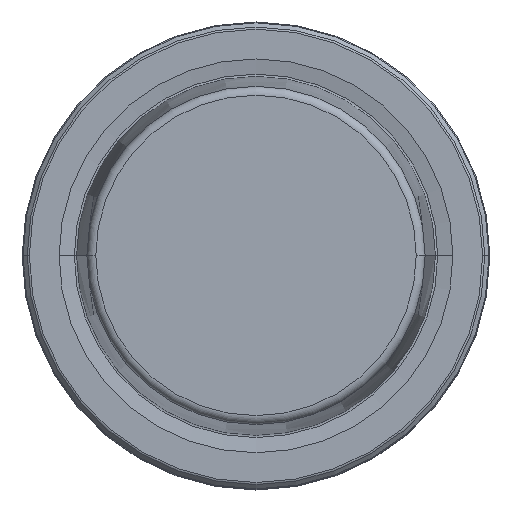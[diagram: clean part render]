
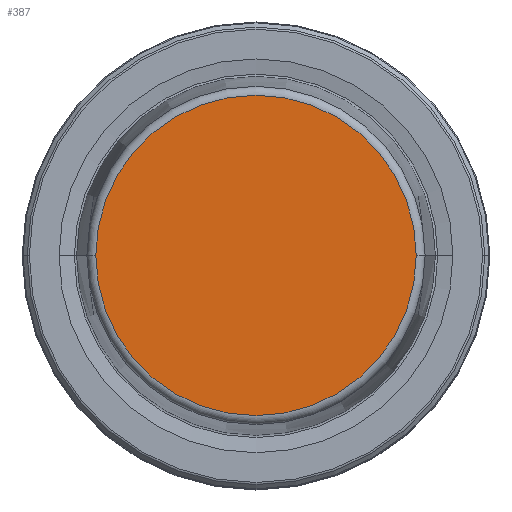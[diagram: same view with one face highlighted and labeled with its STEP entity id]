
A CAD part, top view. The second image highlights one B-rep face of the part: STEP entity #387.
In plain terms, the highlighted planar face has unit normal (0, 0, 1).
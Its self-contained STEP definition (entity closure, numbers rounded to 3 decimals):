
#70 = PLANE ( 'NONE',  #1421 ) ;
#284 = ORIENTED_EDGE ( 'NONE', *, *, #1819, .T. ) ;
#387 = ADVANCED_FACE ( 'NONE', ( #984 ), #70, .F. ) ;
#401 = EDGE_LOOP ( 'NONE', ( #2995, #284 ) ) ;
#439 = CARTESIAN_POINT ( 'NONE',  ( 0., 0., 31.9 ) ) ;
#558 = CARTESIAN_POINT ( 'NONE',  ( -21.581, 0., 31.9 ) ) ;
#677 = DIRECTION ( 'NONE',  ( 1., 0., 0. ) ) ;
#753 = DIRECTION ( 'NONE',  ( 0., 0., -1. ) ) ;
#984 = FACE_OUTER_BOUND ( 'NONE', #401, .T. ) ;
#1007 = CARTESIAN_POINT ( 'NONE',  ( 0., 0., 31.9 ) ) ;
#1245 = DIRECTION ( 'NONE',  ( 1., 0., 0. ) ) ;
#1399 = EDGE_CURVE ( 'NONE', #1842, #1866, #1473, .T. ) ;
#1421 = AXIS2_PLACEMENT_3D ( 'NONE', #1684, #753, #2396 ) ;
#1473 = CIRCLE ( 'NONE', #1606, 21.581 ) ;
#1606 = AXIS2_PLACEMENT_3D ( 'NONE', #439, #2075, #677 ) ;
#1684 = CARTESIAN_POINT ( 'NONE',  ( 0., 0., 31.9 ) ) ;
#1690 = CIRCLE ( 'NONE', #2788, 21.581 ) ;
#1728 = CARTESIAN_POINT ( 'NONE',  ( 21.581, 0., 31.9 ) ) ;
#1819 = EDGE_CURVE ( 'NONE', #1866, #1842, #1690, .T. ) ;
#1842 = VERTEX_POINT ( 'NONE', #1728 ) ;
#1866 = VERTEX_POINT ( 'NONE', #558 ) ;
#2075 = DIRECTION ( 'NONE',  ( 0., 0., 1. ) ) ;
#2396 = DIRECTION ( 'NONE',  ( -1., 0., 0. ) ) ;
#2647 = DIRECTION ( 'NONE',  ( 0., 0., 1. ) ) ;
#2788 = AXIS2_PLACEMENT_3D ( 'NONE', #1007, #2647, #1245 ) ;
#2995 = ORIENTED_EDGE ( 'NONE', *, *, #1399, .T. ) ;
